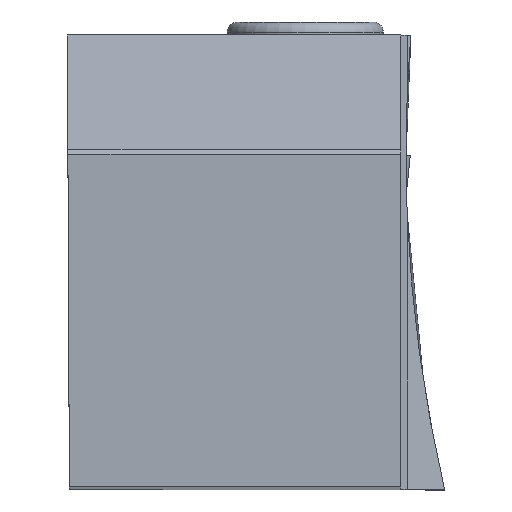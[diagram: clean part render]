
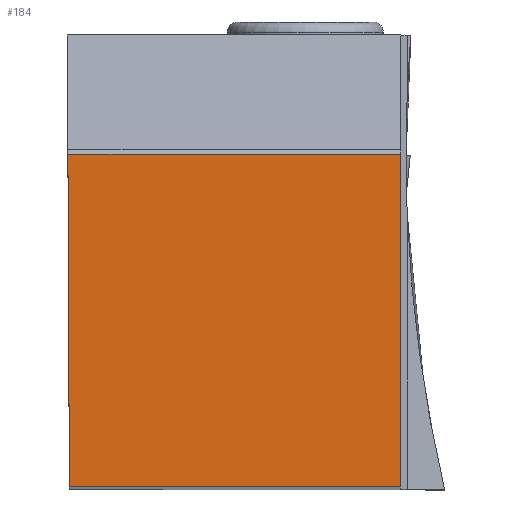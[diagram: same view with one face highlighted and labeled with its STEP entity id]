
A CAD part, top view. The second image highlights one B-rep face of the part: STEP entity #184.
In plain terms, the highlighted planar face has unit normal (0, 0, 1).
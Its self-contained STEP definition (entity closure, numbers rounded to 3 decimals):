
#184=ADVANCED_FACE('BLANK_BOXF006',(#290),#232,.F.);
#232=PLANE('',#1394);
#290=FACE_OUTER_BOUND('',#351,.T.);
#351=EDGE_LOOP('',(#651,#652,#653,#654));
#651=ORIENTED_EDGE('',*,*,#997,.T.);
#652=ORIENTED_EDGE('',*,*,#998,.T.);
#653=ORIENTED_EDGE('',*,*,#993,.T.);
#654=ORIENTED_EDGE('',*,*,#975,.T.);
#828=VERTEX_POINT('',#2185);
#829=VERTEX_POINT('',#2187);
#841=VERTEX_POINT('',#2257);
#844=VERTEX_POINT('',#2265);
#975=EDGE_CURVE('',#829,#828,#1097,.T.);
#993=EDGE_CURVE('',#841,#829,#1112,.T.);
#997=EDGE_CURVE('',#828,#844,#1116,.T.);
#998=EDGE_CURVE('',#844,#841,#1117,.T.);
#1097=LINE('',#2186,#1213);
#1112=LINE('',#2256,#1228);
#1116=LINE('',#2264,#1232);
#1117=LINE('',#2266,#1233);
#1213=VECTOR('',#1660,1.);
#1228=VECTOR('',#1685,1.);
#1232=VECTOR('',#1691,1.);
#1233=VECTOR('',#1692,1.);
#1394=AXIS2_PLACEMENT_3D('',#2267,#1693,#1694);
#1660=DIRECTION('',(1.,0.,0.));
#1685=DIRECTION('',(0.004,-1.,0.));
#1691=DIRECTION('',(0.,1.,0.));
#1692=DIRECTION('',(-1.,0.,0.));
#1693=DIRECTION('',(0.,0.,-1.));
#1694=DIRECTION('',(0.,-1.,0.));
#2185=CARTESIAN_POINT('',(25.273,0.,0.));
#2186=CARTESIAN_POINT('',(-151.4,0.,0.));
#2187=CARTESIAN_POINT('',(0.11,0.,0.));
#2256=CARTESIAN_POINT('',(-0.55,151.399,0.));
#2257=CARTESIAN_POINT('',(0.,25.273,0.));
#2264=CARTESIAN_POINT('',(25.273,-151.4,0.));
#2265=CARTESIAN_POINT('',(25.273,25.273,0.));
#2266=CARTESIAN_POINT('',(151.4,25.273,0.));
#2267=CARTESIAN_POINT('',(28.616,-5.,0.));
